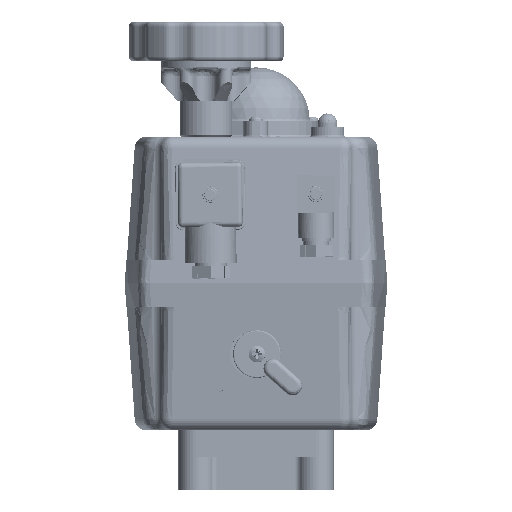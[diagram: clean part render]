
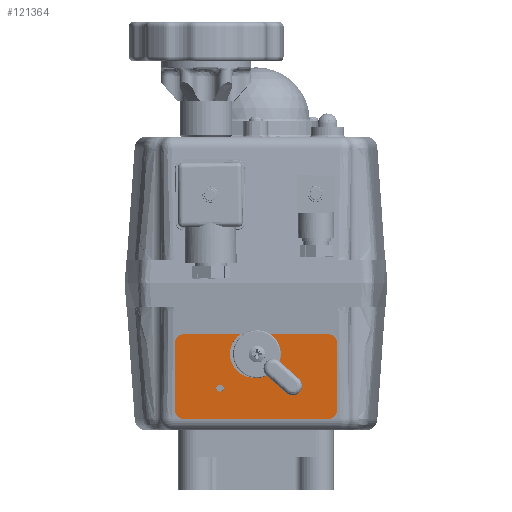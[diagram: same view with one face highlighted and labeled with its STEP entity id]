
A CAD part, left-side view. The second image highlights one B-rep face of the part: STEP entity #121364.
In plain terms, the highlighted face is planar.
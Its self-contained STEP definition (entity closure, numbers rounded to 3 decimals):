
#120987=CARTESIAN_POINT('',(-69.322,13.251,9.847));
#120988=VERTEX_POINT('',#120987);
#120997=CARTESIAN_POINT('',(-69.112,13.251,12.84));
#120998=VERTEX_POINT('',#120997);
#120999=CARTESIAN_POINT('',(-69.217,13.251,11.343));
#121000=DIRECTION('',(0.998,0.,-0.07));
#121001=DIRECTION('',(-0.07,0.0,-0.998));
#121002=AXIS2_PLACEMENT_3D('',#120999,#121000,#121001);
#121003=CIRCLE('',#121002,1.5);
#121004=EDGE_CURVE('',#120998,#120988,#121003,.T.);
#121029=CARTESIAN_POINT('',(-69.322,-15.069,9.847));
#121030=VERTEX_POINT('',#121029);
#121039=CARTESIAN_POINT('',(-69.112,-15.069,12.84));
#121040=VERTEX_POINT('',#121039);
#121041=CARTESIAN_POINT('',(-69.217,-15.069,11.343));
#121042=DIRECTION('',(0.998,0.,-0.07));
#121043=DIRECTION('',(-0.07,0.0,-0.998));
#121044=AXIS2_PLACEMENT_3D('',#121041,#121042,#121043);
#121045=CIRCLE('',#121044,1.5);
#121046=EDGE_CURVE('',#121040,#121030,#121045,.T.);
#121080=CARTESIAN_POINT('',(-69.217,-15.069,11.343));
#121081=DIRECTION('',(0.998,0.,-0.07));
#121082=DIRECTION('',(-0.07,0.0,-0.998));
#121083=AXIS2_PLACEMENT_3D('',#121080,#121081,#121082);
#121084=CIRCLE('',#121083,1.5);
#121085=EDGE_CURVE('',#121030,#121040,#121084,.T.);
#121114=CARTESIAN_POINT('',(-69.217,13.251,11.343));
#121115=DIRECTION('',(0.998,0.,-0.07));
#121116=DIRECTION('',(-0.07,0.0,-0.998));
#121117=AXIS2_PLACEMENT_3D('',#121114,#121115,#121116);
#121118=CIRCLE('',#121117,1.5);
#121119=EDGE_CURVE('',#120988,#120998,#121118,.T.);
#121185=CARTESIAN_POINT('',(-70.796,4.779,-11.245));
#121186=VERTEX_POINT('',#121185);
#121219=CARTESIAN_POINT('',(-70.796,-6.597,-11.245));
#121220=VERTEX_POINT('',#121219);
#121228=CARTESIAN_POINT('',(-70.221,-0.909,-3.02));
#121229=DIRECTION('',(0.998,0.,-0.07));
#121230=DIRECTION('',(0.07,0.,0.998));
#121231=AXIS2_PLACEMENT_3D('',#121228,#121229,#121230);
#121232=ELLIPSE('',#121231,10.024,10.0);
#121233=EDGE_CURVE('',#121186,#121220,#121232,.T.);
#121274=CARTESIAN_POINT('',(-69.555,0.,6.512));
#121275=DIRECTION('',(0.998,0.,-0.07));
#121276=DIRECTION('',(-0.07,0.0,-0.998));
#121277=AXIS2_PLACEMENT_3D('',#121274,#121275,#121276);
#121278=PLANE('',#121277);
#121279=ORIENTED_EDGE('',*,*,#121233,.T.);
#121280=CARTESIAN_POINT('',(-70.796,-30.05,-11.245));
#121281=VERTEX_POINT('',#121280);
#121282=CARTESIAN_POINT('',(-70.796,-30.05,-11.245));
#121283=DIRECTION('',(0.0,1.0,0.0));
#121284=VECTOR('',#121283,23.453);
#121285=LINE('',#121282,#121284);
#121286=EDGE_CURVE('',#121281,#121220,#121285,.T.);
#121287=ORIENTED_EDGE('',*,*,#121286,.F.);
#121288=CARTESIAN_POINT('',(-70.517,-34.05,-7.255));
#121289=VERTEX_POINT('',#121288);
#121290=CARTESIAN_POINT('',(-70.517,-30.05,-7.255));
#121291=DIRECTION('',(0.998,0.,-0.07));
#121292=DIRECTION('',(0.07,0.,0.998));
#121293=AXIS2_PLACEMENT_3D('',#121290,#121291,#121292);
#121294=CIRCLE('',#121293,4.0);
#121295=EDGE_CURVE('',#121289,#121281,#121294,.T.);
#121296=ORIENTED_EDGE('',*,*,#121295,.F.);
#121297=CARTESIAN_POINT('',(-68.592,-34.05,20.278));
#121298=VERTEX_POINT('',#121297);
#121299=CARTESIAN_POINT('',(-68.592,-34.05,20.278));
#121300=DIRECTION('',(-0.07,0.,-0.998));
#121301=VECTOR('',#121300,27.6);
#121302=LINE('',#121299,#121301);
#121303=EDGE_CURVE('',#121298,#121289,#121302,.T.);
#121304=ORIENTED_EDGE('',*,*,#121303,.F.);
#121305=CARTESIAN_POINT('',(-68.313,-30.05,24.268));
#121306=VERTEX_POINT('',#121305);
#121307=CARTESIAN_POINT('',(-68.592,-30.05,20.278));
#121308=DIRECTION('',(0.998,0.,-0.07));
#121309=DIRECTION('',(0.07,0.,0.998));
#121310=AXIS2_PLACEMENT_3D('',#121307,#121308,#121309);
#121311=CIRCLE('',#121310,4.0);
#121312=EDGE_CURVE('',#121306,#121298,#121311,.T.);
#121313=ORIENTED_EDGE('',*,*,#121312,.F.);
#121314=CARTESIAN_POINT('',(-68.313,30.05,24.268));
#121315=VERTEX_POINT('',#121314);
#121316=CARTESIAN_POINT('',(-68.313,30.05,24.268));
#121317=DIRECTION('',(0.0,-1.0,0.0));
#121318=VECTOR('',#121317,60.1);
#121319=LINE('',#121316,#121318);
#121320=EDGE_CURVE('',#121315,#121306,#121319,.T.);
#121321=ORIENTED_EDGE('',*,*,#121320,.F.);
#121322=CARTESIAN_POINT('',(-68.592,34.05,20.278));
#121323=VERTEX_POINT('',#121322);
#121324=CARTESIAN_POINT('',(-68.592,30.05,20.278));
#121325=DIRECTION('',(0.998,0.,-0.07));
#121326=DIRECTION('',(0.07,0.,0.998));
#121327=AXIS2_PLACEMENT_3D('',#121324,#121325,#121326);
#121328=CIRCLE('',#121327,4.0);
#121329=EDGE_CURVE('',#121323,#121315,#121328,.T.);
#121330=ORIENTED_EDGE('',*,*,#121329,.F.);
#121331=CARTESIAN_POINT('',(-70.517,34.05,-7.255));
#121332=VERTEX_POINT('',#121331);
#121333=CARTESIAN_POINT('',(-70.517,34.05,-7.255));
#121334=DIRECTION('',(0.07,0.,0.998));
#121335=VECTOR('',#121334,27.6);
#121336=LINE('',#121333,#121335);
#121337=EDGE_CURVE('',#121332,#121323,#121336,.T.);
#121338=ORIENTED_EDGE('',*,*,#121337,.F.);
#121339=CARTESIAN_POINT('',(-70.796,30.05,-11.245));
#121340=VERTEX_POINT('',#121339);
#121341=CARTESIAN_POINT('',(-70.517,30.05,-7.255));
#121342=DIRECTION('',(0.998,0.,-0.07));
#121343=DIRECTION('',(0.07,0.,0.998));
#121344=AXIS2_PLACEMENT_3D('',#121341,#121342,#121343);
#121345=CIRCLE('',#121344,4.0);
#121346=EDGE_CURVE('',#121340,#121332,#121345,.T.);
#121347=ORIENTED_EDGE('',*,*,#121346,.F.);
#121348=CARTESIAN_POINT('',(-70.796,4.779,-11.245));
#121349=DIRECTION('',(0.0,1.0,0.0));
#121350=VECTOR('',#121349,25.271);
#121351=LINE('',#121348,#121350);
#121352=EDGE_CURVE('',#121186,#121340,#121351,.T.);
#121353=ORIENTED_EDGE('',*,*,#121352,.F.);
#121354=EDGE_LOOP('',(#121279,#121287,#121296,#121304,#121313,#121321,#121330,#121338,#121347,#121353));
#121355=FACE_OUTER_BOUND('',#121354,.T.);
#121356=ORIENTED_EDGE('',*,*,#121085,.T.);
#121357=ORIENTED_EDGE('',*,*,#121046,.T.);
#121358=EDGE_LOOP('',(#121356,#121357));
#121359=FACE_BOUND('',#121358,.T.);
#121360=ORIENTED_EDGE('',*,*,#121119,.T.);
#121361=ORIENTED_EDGE('',*,*,#121004,.T.);
#121362=EDGE_LOOP('',(#121360,#121361));
#121363=FACE_BOUND('',#121362,.T.);
#121364=ADVANCED_FACE('',(#121355,#121359,#121363),#121278,.F.);
